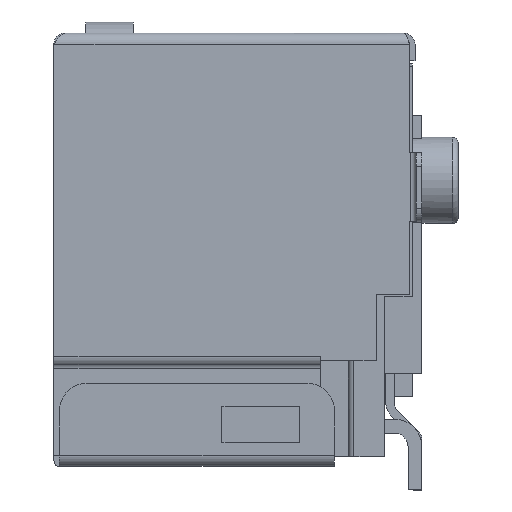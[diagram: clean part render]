
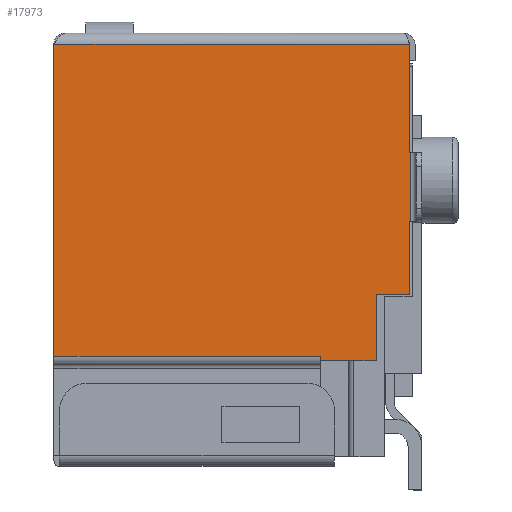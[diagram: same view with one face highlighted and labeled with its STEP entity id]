
A CAD part, left-side view. The second image highlights one B-rep face of the part: STEP entity #17973.
In plain terms, the highlighted planar face has unit normal (-1, 0, 0).
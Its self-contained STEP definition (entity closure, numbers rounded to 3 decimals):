
#14601=CARTESIAN_POINT('',(-8.2,12.9,-0.2));
#14642=DIRECTION('',(0.,0.,-1.));
#14643=VECTOR('',#14642,0.166);
#14644=CARTESIAN_POINT('',(-8.2,3.3,-11.434));
#14645=LINE('',#14644,#14643);
#14646=DIRECTION('',(0.,0.,-1.));
#14647=VECTOR('',#14646,11.234);
#14648=CARTESIAN_POINT('',(-8.2,12.9,-0.2));
#14649=LINE('',#14648,#14647);
#14650=DIRECTION('',(0.,1.,0.));
#14651=VECTOR('',#14650,0.05);
#14652=CARTESIAN_POINT('',(-8.2,0.05,-4.1));
#14653=LINE('',#14652,#14651);
#14654=DIRECTION('',(0.,0.,-1.));
#14655=VECTOR('',#14654,2.6);
#14656=CARTESIAN_POINT('',(-8.2,0.1,-6.6));
#14657=LINE('',#14656,#14655);
#14694=DIRECTION('',(0.,1.,0.));
#14695=VECTOR('',#14694,0.05);
#14696=CARTESIAN_POINT('',(-8.2,0.05,-6.6));
#14697=LINE('',#14696,#14695);
#14716=DIRECTION('',(0.,0.,-1.));
#14717=VECTOR('',#14716,2.5);
#14718=CARTESIAN_POINT('',(-8.2,0.05,-4.1));
#14719=LINE('',#14718,#14717);
#14890=DIRECTION('',(0.,0.,-1.));
#14891=VECTOR('',#14890,3.9);
#14892=CARTESIAN_POINT('',(-8.2,0.1,-0.2));
#14893=LINE('',#14892,#14891);
#14923=DIRECTION('',(0.,-1.,0.));
#14924=VECTOR('',#14923,12.8);
#14925=CARTESIAN_POINT('',(-8.2,12.9,-0.2));
#14926=LINE('',#14925,#14924);
#15057=DIRECTION('',(0.,1.,0.));
#15058=VECTOR('',#15057,2.);
#15059=CARTESIAN_POINT('',(-8.2,1.3,-11.6));
#15060=LINE('',#15059,#15058);
#15081=DIRECTION('',(0.,0.,-1.));
#15082=VECTOR('',#15081,2.4);
#15083=CARTESIAN_POINT('',(-8.2,1.3,-9.2));
#15084=LINE('',#15083,#15082);
#15089=DIRECTION('',(0.,1.,0.));
#15090=VECTOR('',#15089,1.2);
#15091=CARTESIAN_POINT('',(-8.2,0.1,-9.2));
#15092=LINE('',#15091,#15090);
#15137=DIRECTION('',(0.,1.,0.));
#15138=VECTOR('',#15137,9.6);
#15139=CARTESIAN_POINT('',(-8.2,3.3,-11.434));
#15140=LINE('',#15139,#15138);
#15863=CARTESIAN_POINT('',(-8.2,0.1,-6.6));
#15864=CARTESIAN_POINT('',(-8.2,0.1,-9.2));
#15865=VERTEX_POINT('',#15863);
#15866=VERTEX_POINT('',#15864);
#16045=VERTEX_POINT('',#14601);
#16091=CARTESIAN_POINT('',(-8.2,3.3,-11.6));
#16092=VERTEX_POINT('',#16091);
#16217=CARTESIAN_POINT('',(-8.2,12.9,-11.434));
#16218=VERTEX_POINT('',#16217);
#16225=CARTESIAN_POINT('',(-8.2,3.3,-11.434));
#16226=VERTEX_POINT('',#16225);
#16257=CARTESIAN_POINT('',(-8.2,0.1,-0.2));
#16258=VERTEX_POINT('',#16257);
#16265=CARTESIAN_POINT('',(-8.2,1.3,-9.2));
#16266=VERTEX_POINT('',#16265);
#16274=CARTESIAN_POINT('',(-8.2,1.3,-11.6));
#16276=VERTEX_POINT('',#16274);
#16290=CARTESIAN_POINT('',(-8.2,0.05,-4.1));
#16291=CARTESIAN_POINT('',(-8.2,0.05,-6.6));
#16292=VERTEX_POINT('',#16290);
#16293=VERTEX_POINT('',#16291);
#16322=CARTESIAN_POINT('',(-8.2,0.1,-4.1));
#16323=VERTEX_POINT('',#16322);
#17943=CARTESIAN_POINT('',(-8.2,6.475,-5.9));
#17944=DIRECTION('',(1.,0.,0.));
#17945=DIRECTION('',(0.,0.,-1.));
#17946=AXIS2_PLACEMENT_3D('',#17943,#17944,#17945);
#17947=PLANE('',#17946);
#17949=ORIENTED_EDGE('',*,*,#17948,.T.);
#17951=ORIENTED_EDGE('',*,*,#17950,.T.);
#17953=ORIENTED_EDGE('',*,*,#17952,.T.);
#17955=ORIENTED_EDGE('',*,*,#17954,.T.);
#17957=ORIENTED_EDGE('',*,*,#17956,.F.);
#17959=ORIENTED_EDGE('',*,*,#17958,.T.);
#17960=ORIENTED_EDGE('',*,*,#17917,.F.);
#17962=ORIENTED_EDGE('',*,*,#17961,.T.);
#17964=ORIENTED_EDGE('',*,*,#17963,.T.);
#17966=ORIENTED_EDGE('',*,*,#17965,.F.);
#17968=ORIENTED_EDGE('',*,*,#17967,.T.);
#17970=ORIENTED_EDGE('',*,*,#17969,.T.);
#17971=EDGE_LOOP('',(#17949,#17951,#17953,#17955,#17957,#17959,#17960,#17962,
#17964,#17966,#17968,#17970));
#17972=FACE_OUTER_BOUND('',#17971,.F.);
#17917=EDGE_CURVE('',#16045,#16218,#14649,.T.);
#17948=EDGE_CURVE('',#15865,#15866,#14657,.T.);
#17950=EDGE_CURVE('',#15866,#16266,#15092,.T.);
#17952=EDGE_CURVE('',#16266,#16276,#15084,.T.);
#17954=EDGE_CURVE('',#16276,#16092,#15060,.T.);
#17956=EDGE_CURVE('',#16226,#16092,#14645,.T.);
#17958=EDGE_CURVE('',#16226,#16218,#15140,.T.);
#17961=EDGE_CURVE('',#16045,#16258,#14926,.T.);
#17963=EDGE_CURVE('',#16258,#16323,#14893,.T.);
#17965=EDGE_CURVE('',#16292,#16323,#14653,.T.);
#17967=EDGE_CURVE('',#16292,#16293,#14719,.T.);
#17969=EDGE_CURVE('',#16293,#15865,#14697,.T.);
#17973=ADVANCED_FACE('',(#17972),#17947,.F.);
